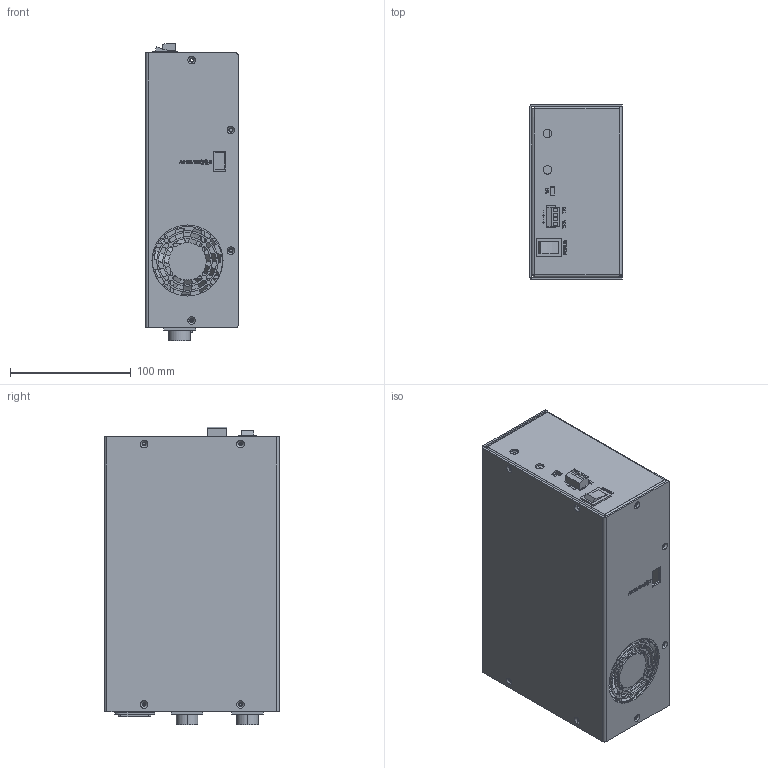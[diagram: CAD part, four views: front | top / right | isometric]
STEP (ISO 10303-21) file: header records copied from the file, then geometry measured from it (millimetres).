
FILE_DESCRIPTION (( 'STEP AP203' ), '1' );
FILE_NAME ('661408.STEP', '2025-09-03T08:35:26', ( '' ), ( '' ), 'SwSTEP 2.0', 'SolidWorks 2020', '' );
FILE_SCHEMA (( 'CONFIG_CONTROL_DESIGN' ));
Length unit declared in the file: millimetre
Products named in the file (1): 661408
Bounding box: 76.5 x 145.1 x 246.8 mm (x, y, z)
Volume: 1022920.6 mm3; surface area: 549693.4 mm2
Topology: 15 solids, 15 shells, 2471 faces, 6823 edges, 4483 vertices
Faces by surface type: plane 1341, bspline 559, cylinder 442, cone 129
Entity records: 98067 total; most frequent: CARTESIAN_POINT 37658, ORIENTED_EDGE 13580, DIRECTION 10453, EDGE_CURVE 6790, LINE 4537, VECTOR 4537, VERTEX_POINT 4483, AXIS2_PLACEMENT_3D 2958
